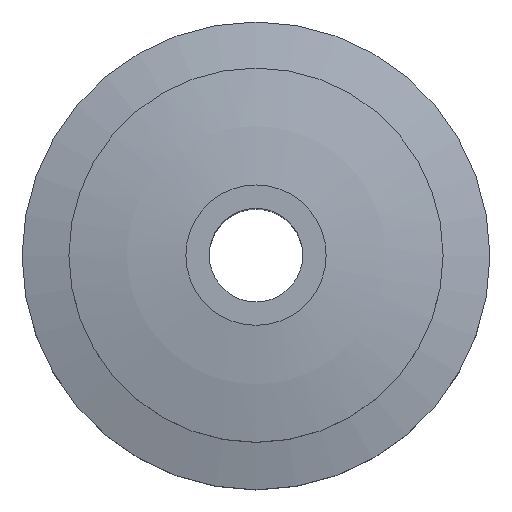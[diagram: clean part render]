
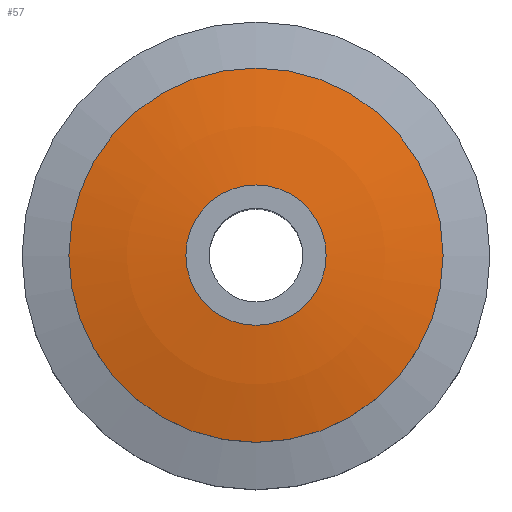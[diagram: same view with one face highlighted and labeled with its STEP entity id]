
A CAD part, top view. The second image highlights one B-rep face of the part: STEP entity #57.
In plain terms, the highlighted spherical face has radius 221.641 mm.
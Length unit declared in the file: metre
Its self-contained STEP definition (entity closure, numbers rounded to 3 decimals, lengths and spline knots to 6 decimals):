
#57 = ADVANCED_FACE( '', ( #122, #123 ), #124, .T. );
#122 = FACE_OUTER_BOUND( '', #189, .T. );
#123 = FACE_OUTER_BOUND( '', #190, .T. );
#124 = SPHERICAL_SURFACE( '', #191, 0.221641 );
#189 = EDGE_LOOP( '', ( #268 ) );
#190 = EDGE_LOOP( '', ( #269 ) );
#191 = AXIS2_PLACEMENT_3D( '', #270, #271, #272 );
#268 = ORIENTED_EDGE( '', *, *, #320, .T. );
#269 = ORIENTED_EDGE( '', *, *, #323, .F. );
#270 = CARTESIAN_POINT( '', ( 0.428428, -3.368237, -0.126359 ) );
#271 = DIRECTION( '', ( 0., 0., -1. ) );
#272 = DIRECTION( '', ( 0., 1., 0. ) );
#320 = EDGE_CURVE( '', #360, #360, #361, .T. );
#323 = EDGE_CURVE( '', #365, #365, #366, .T. );
#360 = VERTEX_POINT( '', #405 );
#361 = CIRCLE( '', #406, 0.01905 );
#365 = VERTEX_POINT( '', #410 );
#366 = CIRCLE( '', #411, 0.0508 );
#405 = CARTESIAN_POINT( '', ( 0.409378, -3.368237, 0.094462 ) );
#406 = AXIS2_PLACEMENT_3D( '', #453, #454, #455 );
#410 = CARTESIAN_POINT( '', ( 0.377628, -3.368237, 0.089382 ) );
#411 = AXIS2_PLACEMENT_3D( '', #459, #460, #461 );
#453 = CARTESIAN_POINT( '', ( 0.428428, -3.368237, 0.094462 ) );
#454 = DIRECTION( '', ( 0., 0., -1. ) );
#455 = DIRECTION( '', ( -1., 0., 0. ) );
#459 = CARTESIAN_POINT( '', ( 0.428428, -3.368237, 0.089382 ) );
#460 = DIRECTION( '', ( 0., 0., -1. ) );
#461 = DIRECTION( '', ( -1., 0., 0. ) );
